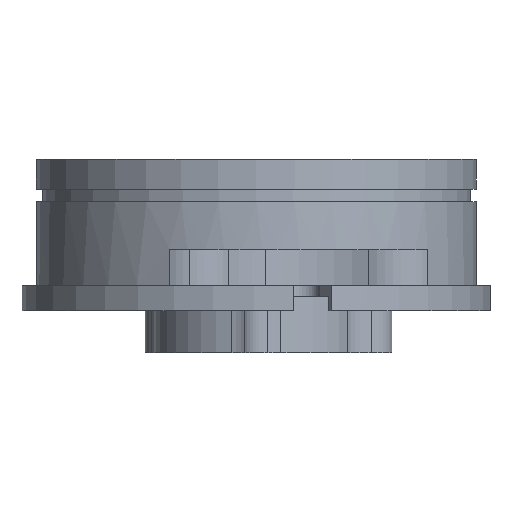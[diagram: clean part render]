
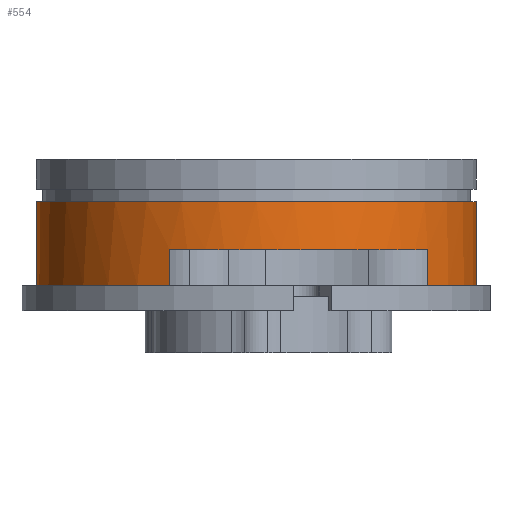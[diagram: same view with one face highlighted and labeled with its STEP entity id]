
A CAD part, front view. The second image highlights one B-rep face of the part: STEP entity #554.
In plain terms, the highlighted cylindrical face has radius 30.5 mm (diameter 61 mm), a partial arc.
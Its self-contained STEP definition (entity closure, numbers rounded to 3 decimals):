
#13 = DIRECTION ( 'NONE',  ( -1., 0., 0. ) ) ;
#60 = ORIENTED_EDGE ( 'NONE', *, *, #2429, .F. ) ;
#90 = CARTESIAN_POINT ( 'NONE',  ( -30.5, 0., 9.3 ) ) ;
#162 = VECTOR ( 'NONE', #2129, 1000. ) ;
#190 = VECTOR ( 'NONE', #2763, 1000. ) ;
#279 = CIRCLE ( 'NONE', #280, 30.5 ) ;
#280 = AXIS2_PLACEMENT_3D ( 'NONE', #2607, #2204, #1635 ) ;
#312 = ORIENTED_EDGE ( 'NONE', *, *, #397, .F. ) ;
#317 = VERTEX_POINT ( 'NONE', #2855 ) ;
#391 = CIRCLE ( 'NONE', #1747, 30.5 ) ;
#397 = EDGE_CURVE ( 'NONE', #1203, #1275, #1866, .T. ) ;
#507 = VECTOR ( 'NONE', #2076, 1000. ) ;
#554 = ADVANCED_FACE ( 'NONE', ( #2619 ), #2606, .T. ) ;
#590 = AXIS2_PLACEMENT_3D ( 'NONE', #2329, #2289, #2234 ) ;
#671 = CARTESIAN_POINT ( 'NONE',  ( -30.5, 0., 20.95 ) ) ;
#738 = CARTESIAN_POINT ( 'NONE',  ( 0., 0., 9.3 ) ) ;
#787 = VERTEX_POINT ( 'NONE', #1101 ) ;
#842 = CARTESIAN_POINT ( 'NONE',  ( 23.743, -19.145, 14.3 ) ) ;
#843 = VERTEX_POINT ( 'NONE', #842 ) ;
#857 = DIRECTION ( 'NONE',  ( 0., 0., -1. ) ) ;
#871 = CARTESIAN_POINT ( 'NONE',  ( 0., 0., 9.3 ) ) ;
#911 = ORIENTED_EDGE ( 'NONE', *, *, #1142, .F. ) ;
#931 = DIRECTION ( 'NONE',  ( -1., 0., 0. ) ) ;
#1030 = VERTEX_POINT ( 'NONE', #2155 ) ;
#1033 = CIRCLE ( 'NONE', #2473, 30.5 ) ;
#1101 = CARTESIAN_POINT ( 'NONE',  ( 30.5, 0., 9.3 ) ) ;
#1122 = LINE ( 'NONE', #1190, #190 ) ;
#1142 = EDGE_CURVE ( 'NONE', #317, #2780, #1033, .T. ) ;
#1190 = CARTESIAN_POINT ( 'NONE',  ( -30.5, 0., 0. ) ) ;
#1203 = VERTEX_POINT ( 'NONE', #671 ) ;
#1255 = DIRECTION ( 'NONE',  ( 0., 0., -1. ) ) ;
#1275 = VERTEX_POINT ( 'NONE', #1863 ) ;
#1405 = CARTESIAN_POINT ( 'NONE',  ( -12.053, -28.017, 14.3 ) ) ;
#1461 = EDGE_CURVE ( 'NONE', #843, #1030, #2139, .T. ) ;
#1554 = ORIENTED_EDGE ( 'NONE', *, *, #1733, .T. ) ;
#1612 = EDGE_CURVE ( 'NONE', #1275, #787, #1642, .T. ) ;
#1635 = DIRECTION ( 'NONE',  ( 0., -1., 0. ) ) ;
#1642 = LINE ( 'NONE', #1667, #2731 ) ;
#1667 = CARTESIAN_POINT ( 'NONE',  ( 30.5, 0., 0. ) ) ;
#1691 = DIRECTION ( 'NONE',  ( 0., 0., -1. ) ) ;
#1733 = EDGE_CURVE ( 'NONE', #317, #2408, #2854, .T. ) ;
#1747 = AXIS2_PLACEMENT_3D ( 'NONE', #738, #1255, #931 ) ;
#1818 = ORIENTED_EDGE ( 'NONE', *, *, #2364, .T. ) ;
#1863 = CARTESIAN_POINT ( 'NONE',  ( 30.5, 0., 20.95 ) ) ;
#1866 = CIRCLE ( 'NONE', #590, 30.5 ) ;
#1911 = ORIENTED_EDGE ( 'NONE', *, *, #2622, .F. ) ;
#2025 = ORIENTED_EDGE ( 'NONE', *, *, #1612, .F. ) ;
#2076 = DIRECTION ( 'NONE',  ( 0., 0., -1. ) ) ;
#2122 = CARTESIAN_POINT ( 'NONE',  ( 23.743, -19.145, 0. ) ) ;
#2129 = DIRECTION ( 'NONE',  ( 0., 0., 1. ) ) ;
#2139 = LINE ( 'NONE', #2122, #507 ) ;
#2147 = CARTESIAN_POINT ( 'NONE',  ( -12.053, -28.017, 0. ) ) ;
#2155 = CARTESIAN_POINT ( 'NONE',  ( 23.743, -19.145, 9.3 ) ) ;
#2204 = DIRECTION ( 'NONE',  ( 0., 0., -1. ) ) ;
#2234 = DIRECTION ( 'NONE',  ( 1., 0., 0. ) ) ;
#2289 = DIRECTION ( 'NONE',  ( 0., 0., 1. ) ) ;
#2325 = AXIS2_PLACEMENT_3D ( 'NONE', #2582, #2567, #2554 ) ;
#2329 = CARTESIAN_POINT ( 'NONE',  ( 0., 0., 20.95 ) ) ;
#2364 = EDGE_CURVE ( 'NONE', #1203, #2780, #1122, .T. ) ;
#2408 = VERTEX_POINT ( 'NONE', #1405 ) ;
#2429 = EDGE_CURVE ( 'NONE', #843, #2408, #279, .T. ) ;
#2473 = AXIS2_PLACEMENT_3D ( 'NONE', #871, #857, #13 ) ;
#2554 = DIRECTION ( 'NONE',  ( -1., 0., 0. ) ) ;
#2567 = DIRECTION ( 'NONE',  ( 0., 0., -1. ) ) ;
#2582 = CARTESIAN_POINT ( 'NONE',  ( 0., 0., 0. ) ) ;
#2606 = CYLINDRICAL_SURFACE ( 'NONE', #2325, 30.5 ) ;
#2607 = CARTESIAN_POINT ( 'NONE',  ( 0., 0., 14.3 ) ) ;
#2619 = FACE_OUTER_BOUND ( 'NONE', #2628, .T. ) ;
#2622 = EDGE_CURVE ( 'NONE', #787, #1030, #391, .T. ) ;
#2628 = EDGE_LOOP ( 'NONE', ( #2025, #312, #1818, #911, #1554, #60, #2859, #1911 ) ) ;
#2731 = VECTOR ( 'NONE', #1691, 1000. ) ;
#2763 = DIRECTION ( 'NONE',  ( 0., 0., -1. ) ) ;
#2780 = VERTEX_POINT ( 'NONE', #90 ) ;
#2854 = LINE ( 'NONE', #2147, #162 ) ;
#2855 = CARTESIAN_POINT ( 'NONE',  ( -12.053, -28.017, 9.3 ) ) ;
#2859 = ORIENTED_EDGE ( 'NONE', *, *, #1461, .T. ) ;
